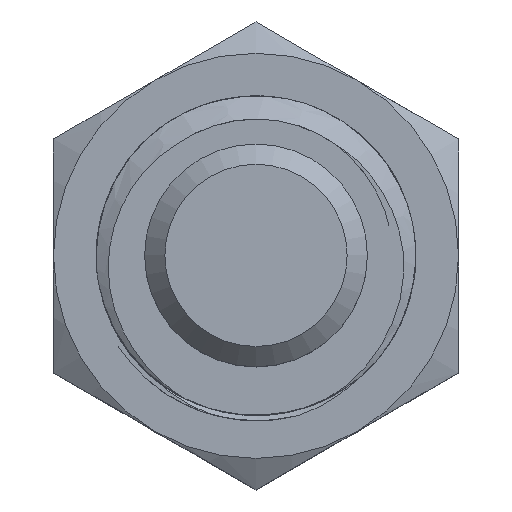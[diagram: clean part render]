
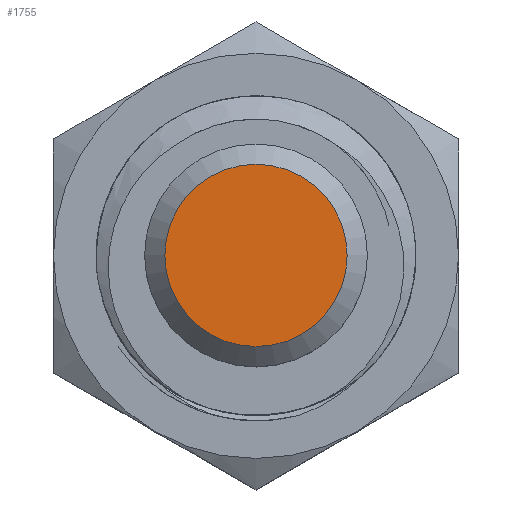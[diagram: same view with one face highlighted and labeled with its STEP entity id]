
A CAD part, top view. The second image highlights one B-rep face of the part: STEP entity #1755.
In plain terms, the highlighted planar face has unit normal (0, 0, 1).
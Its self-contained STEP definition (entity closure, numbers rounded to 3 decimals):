
#46=PLANE('',#1905);
#200=FACE_OUTER_BOUND('',#305,.T.);
#305=EDGE_LOOP('',(#1456));
#365=CIRCLE('',#1901,2.25);
#778=VERTEX_POINT('',#5592);
#1013=EDGE_CURVE('',#778,#778,#365,.T.);
#1456=ORIENTED_EDGE('',*,*,#1013,.F.);
#1755=ADVANCED_FACE('',(#200),#46,.T.);
#1901=AXIS2_PLACEMENT_3D('',#5593,#2171,#2172);
#1905=AXIS2_PLACEMENT_3D('',#5601,#2181,#2182);
#2171=DIRECTION('center_axis',(0.,0.,-1.));
#2172=DIRECTION('ref_axis',(1.,0.,0.));
#2181=DIRECTION('center_axis',(0.,0.,1.));
#2182=DIRECTION('ref_axis',(1.,0.,0.));
#5592=CARTESIAN_POINT('',(-2.25,0.,29.));
#5593=CARTESIAN_POINT('Origin',(0.,0.,29.));
#5601=CARTESIAN_POINT('Origin',(0.,0.,29.));
